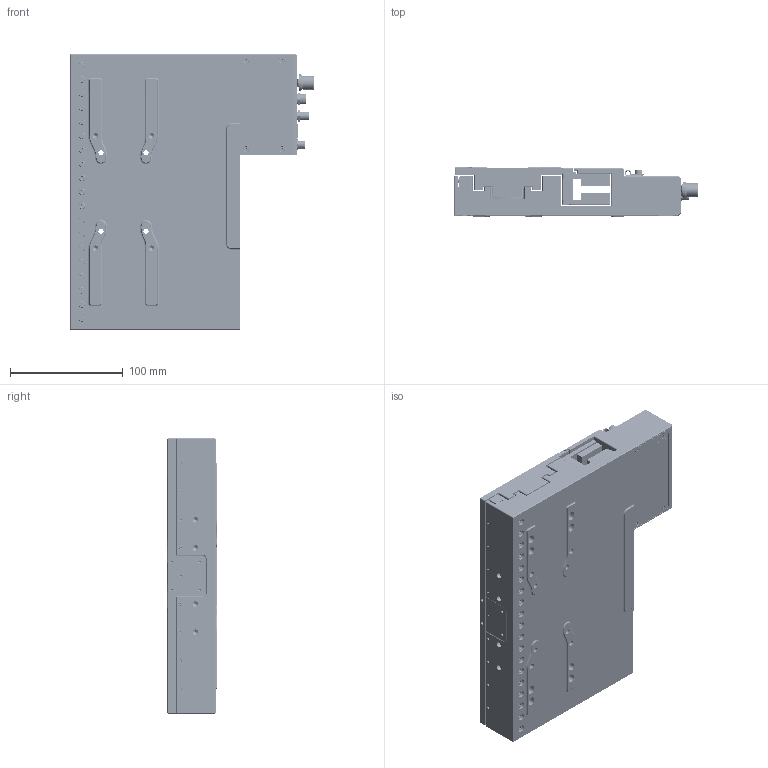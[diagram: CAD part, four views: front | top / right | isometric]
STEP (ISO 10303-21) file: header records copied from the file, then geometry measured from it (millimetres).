
FILE_DESCRIPTION (( 'STEP AP214' ), '1' );
FILE_NAME ('LDM_X-LDM110C-AE54 CF.step', '2022-01-13T22:39:55', ( '' ), ( '' ), 'SwSTEP 2.0', 'SolidWorks 2019', '' );
FILE_SCHEMA (( 'AUTOMOTIVE_DESIGN' ));
Length unit declared in the file: millimetre
Products named in the file (44): Screw M2.5 x 5 Flat Head Phillips; Connector, M8_Female; Encoder_Switch; Label_Manufacturing; LDM Controller Housing Front Cover; LDM Controller Housing Bottom Cover; Screw M3 x 30 SC_92290A126; Light pipe, vertical_Round End; Sirius PCB_GEN7; Sirius heatsink insulator; LDM_X-LDM110C-AE54 CF; Screw M3 x 20_91290A124; Nut, M8 Connector_Female; LDM Finish Machined Base Assembly_LDM110 Customer Facing; Screw M3 x 22 SC_91290A124; Screw M3 x 4mm, Set Screw, Flat-Point_93245A098; LDM Magnet Yoke Assembly_240; knob_LA; Screw M4 x 25 SHCS_91290A176; Label_Magnet Warning; Connector, M5, female, front panel mount_With O-ring; LDM Magnet Yoke Arm_240; LDM Base_LDM110 Customer Facing; Screw M4 x 8 SHCS_91290A140; Sirius_GEN7_Vertical Light Pipes, Customer Facing; Nut, M8 Connector_Male; LDM Hard Stop Bracket; LDM Rail Support_LDM110; Label_Standard36; P-Clip EMT-2N; Washer M3 - 7mm OD_90965A130; Connector, M8_Male; LDM Base Assembly_LDM110 Customer Facing; LDM Carriage_LDM110 Customer Facing; Screw M3 x 12 SC; LDM Controller Housing Assembly; LDM Carriage Assembly_LDM110 Customer Facing; LDM Motor Cover_LDM110; Magnet, Rectangle, Thickness Polarity_25.4 x 12.7 x 6.35 mm; Label_Calibration ...
Assembly tree (134 placements, depth 5):
  LDM_X-LDM110C-AE54 CF
    LDM Base Assembly_LDM110 Customer Facing
      LDM Finish Machined Base Assembly_LDM110 Customer Facing
        LDM Base_LDM110 Customer Facing
        LDM Rail Support_LDM110
        Screw M3 x 4mm, Set Screw, Flat-Point_93245A098  x9
        Screw M3 x 30 SC_92290A126  x19
      LDM Controller Housing Assembly
        LDM Controller Housing
        LDM Controller Housing Front Cover
        Sirius_GEN7_Vertical Light Pipes, Customer Facing
          Sirius PCB_GEN7
          Encoder_Switch
          knob_LA
          Connector, M8_Female
          Connector, M8_Male
          Terminal Block, 5.0 02 pin
          Nut, M8 Connector_Female
          Nut, M8 Connector_Male
          Light pipe, vertical_Round End  x2
          Sirius heatsink insulator
        Connector, M5, female, front panel mount_With O-ring
        P-Clip EMT-2N
        Screw M4 x 8 SHCS_91290A140
        LDM Controller Housing Bottom Cover
        Screw M2.5 x 5 Flat Head Phillips  x8
        Washer M3 - 7mm OD_90965A130
        Screw M3 x 12 SC
        Label_Standard36
        Label_Calibration
        Label_Manufacturing
      Screw M3 x 8 SC  x4
      LDM Motor Cover_LDM110
    LDM Carriage Assembly_LDM110 Customer Facing
      LDM Carriage_LDM110 Customer Facing
      Screw M3 x 20_91290A124  x6
      Screw M4 x 25 SHCS_91290A176  x2
      LDM Magnet Yoke Assembly_240
        LDM Magnet Yoke Arm Spacer_240
        LDM Magnet Yoke Arm_240  x2
        Screw M3 x 22 SC_91290A124  x15
        Magnet, Rectangle, Thickness Polarity_25.4 x 12.7 x 6.35 mm  x32
      LDM Hard Stop Bracket  x2
      Label_Magnet Warning  x2
Bounding box: 216.8 x 44 x 245 mm (x, y, z)
Volume: 1369906.1 mm3; surface area: 418952.2 mm2
Topology: 135 solids, 135 shells, 5355 faces, 12730 edges, 7543 vertices
Faces by surface type: cylinder 2035, plane 1984, cone 943, sphere 260, torus 115, bspline 18
Entity records: 98017 total; most frequent: CARTESIAN_POINT 17432, DIRECTION 16239, ORIENTED_EDGE 14954, EDGE_CURVE 7477, AXIS2_PLACEMENT_3D 6157, VERTEX_POINT 4828, VECTOR 3925, LINE 3925
